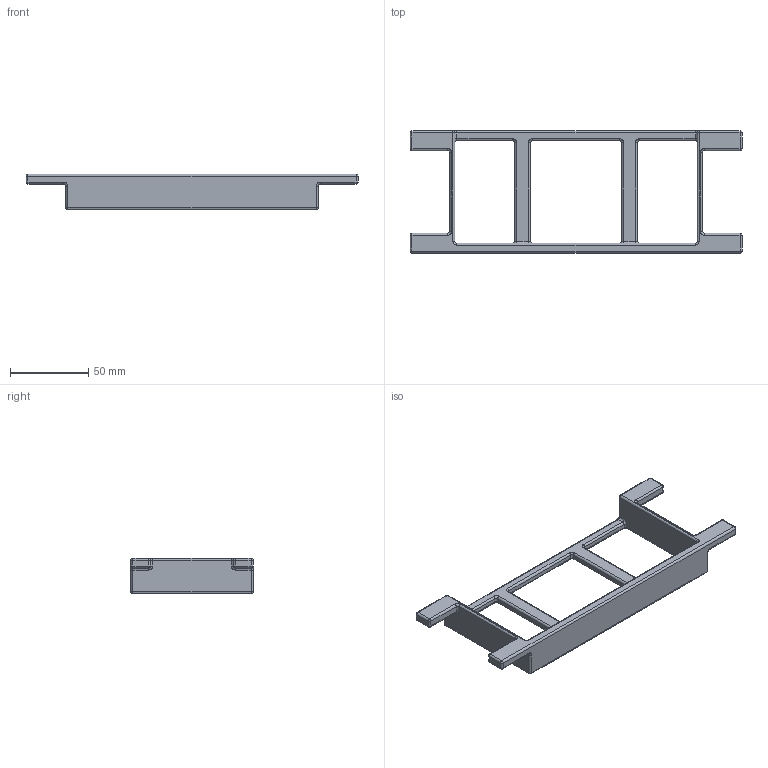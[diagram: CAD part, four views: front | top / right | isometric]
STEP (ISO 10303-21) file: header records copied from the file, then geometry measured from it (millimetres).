
FILE_DESCRIPTION(/* description */ ('STEP AP242','CAx-IF Rec.Pracs.---Representation and Presentation of Product Manufacturing Information (PMI)---4.0---2014-10-13','CAx-IF Rec.Pracs.---3D Tessellated Geometry---0.4---2014-09-14','2;1'),/* implementation_level */ '2;1');
FILE_NAME(/* name */ '65b1645621842368187f46eb',/* time_stamp */ '2024-01-24T19:26:15Z',/* author */ (''),/* organization */ (''),/* preprocessor_version */ 'ST-DEVELOPER v19.4',/* originating_system */ ' ',/* authorisation */ ' ');
FILE_SCHEMA (('AP242_MANAGED_MODEL_BASED_3D_ENGINEERING_MIM_LF { 1 0 10303 442 1 1 4 }'));
Length unit declared in the file: metre
Products named in the file (1): Part 1
Bounding box: 211.58 x 77.98 x 22.86 mm (x, y, z)
Volume: 52539.6 mm3; surface area: 26854.9 mm2
Topology: 1 solids, 1 shells, 360 faces, 903 edges, 540 vertices
Faces by surface type: plane 130, cylinder 90, bspline 80, torus 38, sphere 22
Entity records: 10901 total; most frequent: CARTESIAN_POINT 2822, ORIENTED_EDGE 1762, DIRECTION 1501, EDGE_CURVE 881, VERTEX_POINT 540, LINE 503, VECTOR 503, AXIS2_PLACEMENT_3D 499
